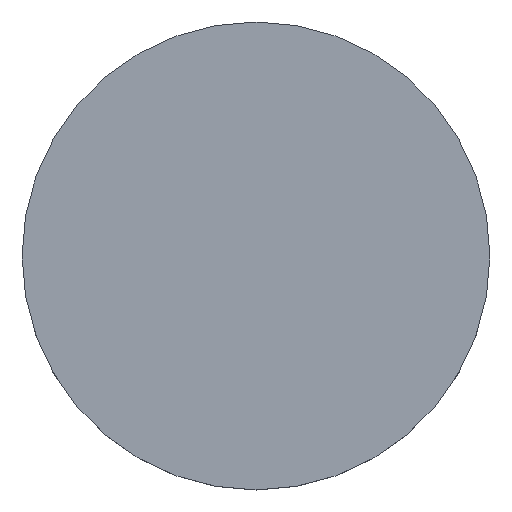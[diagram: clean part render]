
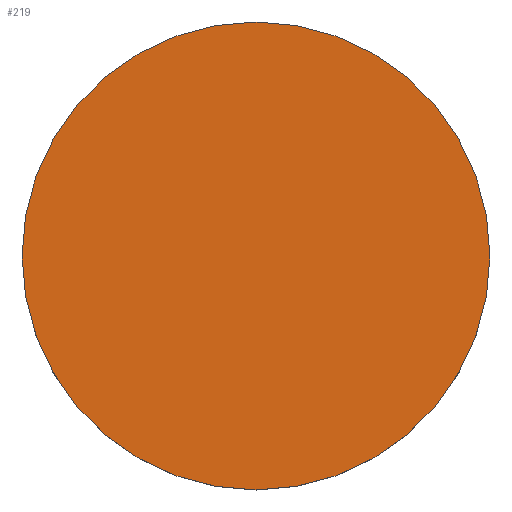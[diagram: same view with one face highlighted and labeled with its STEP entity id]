
A CAD part, top view. The second image highlights one B-rep face of the part: STEP entity #219.
In plain terms, the highlighted planar face has unit normal (0, 0, 1).
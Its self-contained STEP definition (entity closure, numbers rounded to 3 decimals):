
#18 = AXIS2_PLACEMENT_3D ( 'NONE', #67, #184, #224 ) ;
#30 = FACE_OUTER_BOUND ( 'NONE', #151, .T. ) ;
#34 = DIRECTION ( 'NONE',  ( 1., 0., 0. ) ) ;
#37 = ORIENTED_EDGE ( 'NONE', *, *, #189, .F. ) ;
#49 = CARTESIAN_POINT ( 'NONE',  ( -12.7, 0., 5. ) ) ;
#67 = CARTESIAN_POINT ( 'NONE',  ( 0., 0., 5. ) ) ;
#68 = PLANE ( 'NONE',  #73 ) ;
#73 = AXIS2_PLACEMENT_3D ( 'NONE', #145, #127, #34 ) ;
#96 = AXIS2_PLACEMENT_3D ( 'NONE', #186, #162, #182 ) ;
#111 = ORIENTED_EDGE ( 'NONE', *, *, #193, .F. ) ;
#127 = DIRECTION ( 'NONE',  ( 0., 0., 1. ) ) ;
#138 = CIRCLE ( 'NONE', #18, 12.7 ) ;
#145 = CARTESIAN_POINT ( 'NONE',  ( 0., 26.112, 5. ) ) ;
#151 = EDGE_LOOP ( 'NONE', ( #37, #111 ) ) ;
#162 = DIRECTION ( 'NONE',  ( 0., 0., -1. ) ) ;
#168 = VERTEX_POINT ( 'NONE', #49 ) ;
#182 = DIRECTION ( 'NONE',  ( 1., 0., 0. ) ) ;
#184 = DIRECTION ( 'NONE',  ( 0., 0., -1. ) ) ;
#186 = CARTESIAN_POINT ( 'NONE',  ( 0., 0., 5. ) ) ;
#189 = EDGE_CURVE ( 'NONE', #201, #168, #221, .T. ) ;
#193 = EDGE_CURVE ( 'NONE', #168, #201, #138, .T. ) ;
#197 = CARTESIAN_POINT ( 'NONE',  ( 12.7, 0., 5. ) ) ;
#201 = VERTEX_POINT ( 'NONE', #197 ) ;
#219 = ADVANCED_FACE ( 'NONE', ( #30 ), #68, .T. ) ;
#221 = CIRCLE ( 'NONE', #96, 12.7 ) ;
#224 = DIRECTION ( 'NONE',  ( 1., 0., 0. ) ) ;
